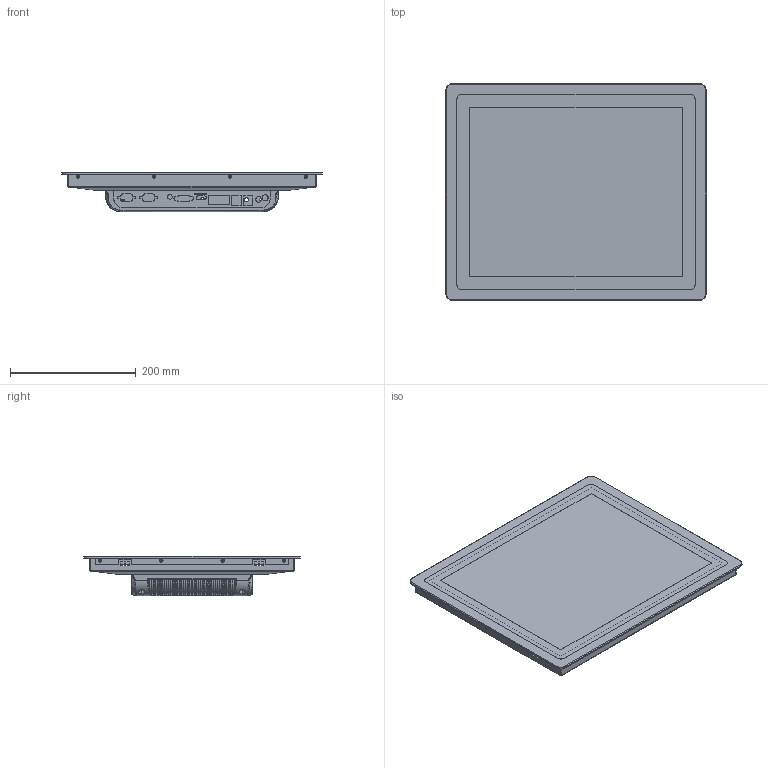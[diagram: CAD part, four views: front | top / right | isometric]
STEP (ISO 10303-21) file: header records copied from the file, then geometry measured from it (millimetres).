
FILE_DESCRIPTION (( 'STEP AP214' ), '1' );
FILE_NAME ('IFC-M217C.STEP', '2024-11-01T03:37:46', ( 'daohangxitong.com' ), ( 'daohangxitong.com' ), 'SwSTEP 2.0', 'SolidWorks 2018', '' );
FILE_SCHEMA (( 'AUTOMOTIVE_DESIGN' ));
Length unit declared in the file: millimetre
Products named in the file (1): IFC-M217C
Bounding box: 414 x 345 x 63.21 mm (x, y, z)
Surface area: 781049.7 mm2 (no closed solid volume)
Topology: 0 solids, 15 shells, 1882 faces, 5074 edges, 3294 vertices
Faces by surface type: plane 817, cylinder 710, bspline 138, torus 126, cone 86, sphere 5
Entity records: 97006 total; most frequent: CARTESIAN_POINT 52696, ORIENTED_EDGE 10110, DIRECTION 7338, EDGE_CURVE 5063, VERTEX_POINT 3292, AXIS2_PLACEMENT_3D 2531, LINE 2276, VECTOR 2276
